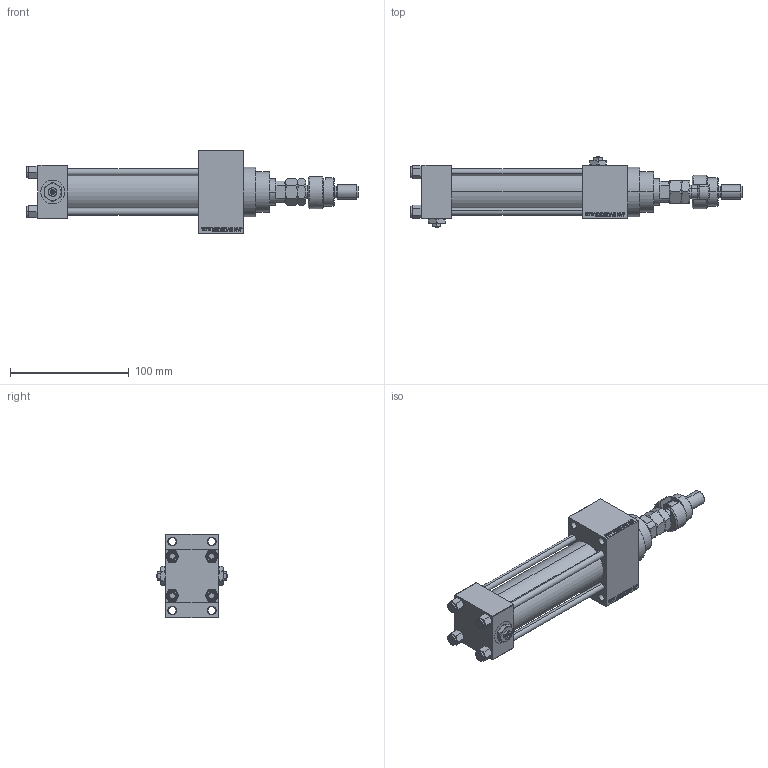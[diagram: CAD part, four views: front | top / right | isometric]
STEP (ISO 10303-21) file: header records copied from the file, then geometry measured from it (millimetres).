
FILE_DESCRIPTION (( 'STEP AP203' ), '1' );
FILE_NAME ('73e5.STEP', '2022-04-15T07:25:40', ( '' ), ( '' ), 'SwSTEP 2.0', 'SolidWorks 2019', '' );
FILE_SCHEMA (( 'CONFIG_CONTROL_DESIGN' ));
Length unit declared in the file: millimetre
Products named in the file (10): V215CR_D_TYCINKA e25ca861b3ebc14f9bd0392dd5fa533a; V215CR_VCP_D e25ca861b3ebc14f9bd0392dd5fa533a; V215_VC_A e25ca861b3ebc14f9bd0392dd5fa533a; 73e5; NUT_M5_D e25ca861b3ebc14f9bd0392dd5fa533a; DFA e25ca861b3ebc14f9bd0392dd5fa533a; FEMALE_PART_FOR_DFA e25ca861b3ebc14f9bd0392dd5fa533a; Zatka_pro_OIL_PORT e25ca861b3ebc14f9bd0392dd5fa533a; MFA e25ca861b3ebc14f9bd0392dd5fa533a; V215CR_D_Body e25ca861b3ebc14f9bd0392dd5fa533a
Assembly tree (16 placements, depth 3):
  73e5
    V215CR_D_Body e25ca861b3ebc14f9bd0392dd5fa533a
    V215CR_VCP_D e25ca861b3ebc14f9bd0392dd5fa533a
    NUT_M5_D e25ca861b3ebc14f9bd0392dd5fa533a  x4
    V215CR_D_TYCINKA e25ca861b3ebc14f9bd0392dd5fa533a  x4
    V215_VC_A e25ca861b3ebc14f9bd0392dd5fa533a
    DFA e25ca861b3ebc14f9bd0392dd5fa533a
      FEMALE_PART_FOR_DFA e25ca861b3ebc14f9bd0392dd5fa533a
      MFA e25ca861b3ebc14f9bd0392dd5fa533a
    Zatka_pro_OIL_PORT e25ca861b3ebc14f9bd0392dd5fa533a  x2
Bounding box: 279 x 59 x 70 mm (x, y, z)
Volume: 313411.4 mm3; surface area: 109544.4 mm2
Topology: 15 solids, 15 shells, 1274 faces, 3122 edges, 1997 vertices
Faces by surface type: plane 568, bspline 368, cone 224, cylinder 102, torus 12
Entity records: 51456 total; most frequent: CARTESIAN_POINT 26204, ORIENTED_EDGE 5544, DIRECTION 3738, EDGE_CURVE 2772, VERTEX_POINT 1795, LINE 1596, VECTOR 1596, EDGE_LOOP 1249
